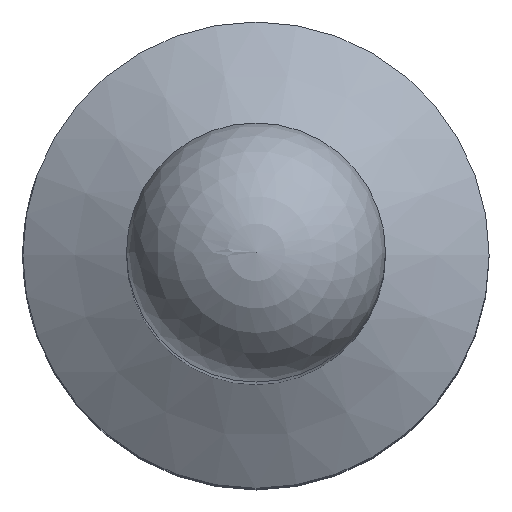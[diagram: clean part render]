
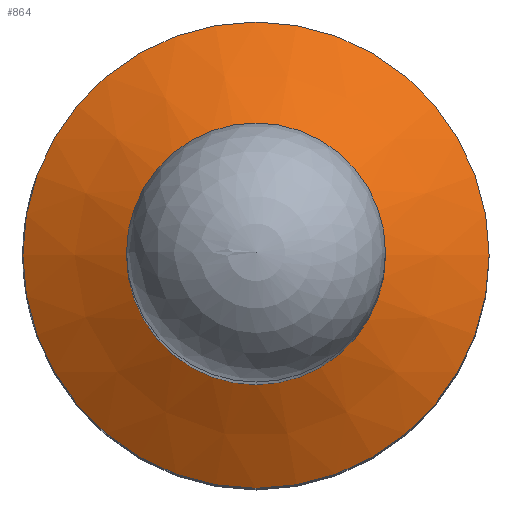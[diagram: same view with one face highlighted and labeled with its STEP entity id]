
A CAD part, top view. The second image highlights one B-rep face of the part: STEP entity #864.
In plain terms, the highlighted conical face has half-angle 60 degrees and reference radius 1.35 mm.
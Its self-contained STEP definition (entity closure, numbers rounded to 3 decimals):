
#864=ADVANCED_FACE('',(#989,#990),#983,.T.);
#983=CONICAL_SURFACE('',#3342,1.35,60.);
#989=FACE_BOUND('',#1047,.T.);
#990=FACE_BOUND('',#1048,.T.);
#1047=EDGE_LOOP('',(#1200));
#1048=EDGE_LOOP('',(#1201));
#1200=ORIENTED_EDGE('',*,*,#1945,.T.);
#1201=ORIENTED_EDGE('',*,*,#1946,.T.);
#1752=VERTEX_POINT('',#4385);
#1753=VERTEX_POINT('',#4387);
#1945=EDGE_CURVE('',#1752,#1752,#2262,.T.);
#1946=EDGE_CURVE('',#1753,#1753,#2263,.T.);
#2262=CIRCLE('',#3340,1.25);
#2263=CIRCLE('',#3341,2.25);
#3340=AXIS2_PLACEMENT_3D('',#4384,#3662,#3663);
#3341=AXIS2_PLACEMENT_3D('',#4386,#3664,#3665);
#3342=AXIS2_PLACEMENT_3D('',#4388,#3666,#3667);
#3662=DIRECTION('',(0.,0.,-1.));
#3663=DIRECTION('',(-1.,0.,0.));
#3664=DIRECTION('',(0.,0.,1.));
#3665=DIRECTION('',(-1.,0.,0.));
#3666=DIRECTION('',(0.,0.,-1.));
#3667=DIRECTION('',(-1.,0.,0.));
#4384=CARTESIAN_POINT('',(0.,0.,9.9));
#4385=CARTESIAN_POINT('',(-1.25,0.,9.9));
#4386=CARTESIAN_POINT('',(0.,0.,9.323));
#4387=CARTESIAN_POINT('',(-2.25,0.,9.323));
#4388=CARTESIAN_POINT('',(0.,0.,9.842));
